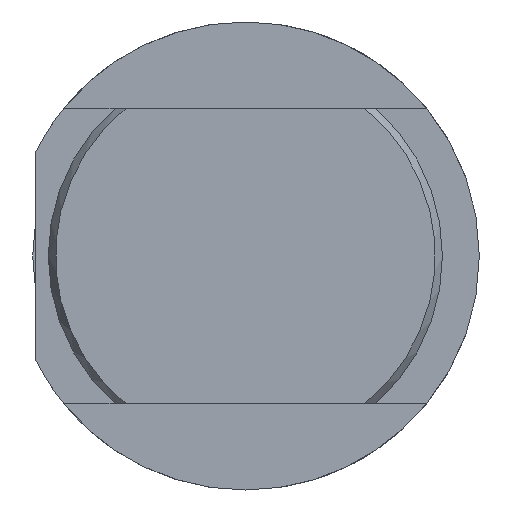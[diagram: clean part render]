
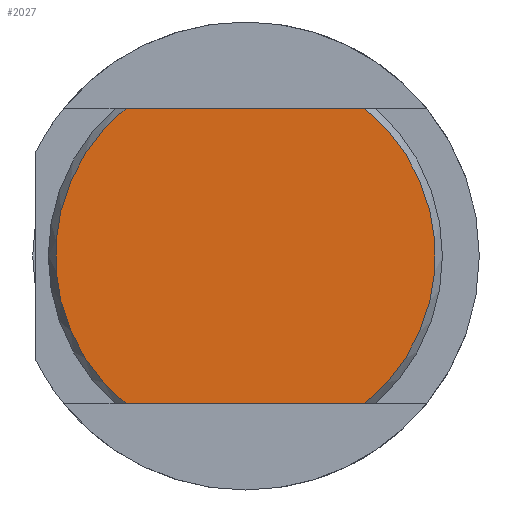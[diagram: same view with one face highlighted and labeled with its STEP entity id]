
A CAD part, left-side view. The second image highlights one B-rep face of the part: STEP entity #2027.
In plain terms, the highlighted planar face has unit normal (-1, 0, 0).
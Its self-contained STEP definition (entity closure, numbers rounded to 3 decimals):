
#157 = CIRCLE ( 'NONE', #2243, 7.711 ) ;
#224 = ORIENTED_EDGE ( 'NONE', *, *, #1181, .T. ) ;
#265 = ORIENTED_EDGE ( 'NONE', *, *, #2117, .T. ) ;
#275 = ORIENTED_EDGE ( 'NONE', *, *, #1071, .F. ) ;
#414 = EDGE_LOOP ( 'NONE', ( #224, #275, #265, #554 ) ) ;
#554 = ORIENTED_EDGE ( 'NONE', *, *, #2119, .F. ) ;
#905 = VECTOR ( 'NONE', #2693, 1000. ) ;
#915 = LINE ( 'NONE', #2692, #905 ) ;
#1021 = VERTEX_POINT ( 'NONE', #2644 ) ;
#1036 = VERTEX_POINT ( 'NONE', #2656 ) ;
#1041 = VERTEX_POINT ( 'NONE', #2661 ) ;
#1042 = VERTEX_POINT ( 'NONE', #2662 ) ;
#1071 = EDGE_CURVE ( 'NONE', #1021, #1041, #915, .T. ) ;
#1181 = EDGE_CURVE ( 'NONE', #1036, #1041, #157, .T. ) ;
#1317 = FACE_OUTER_BOUND ( 'NONE', #414, .T. ) ;
#1495 = CIRCLE ( 'NONE', #2419, 7.711 ) ;
#1496 = LINE ( 'NONE', #3727, #1497 ) ;
#1497 = VECTOR ( 'NONE', #3728, 1000. ) ;
#2027 = ADVANCED_FACE ( 'NONE', ( #1317 ), #3427, .F. ) ;
#2117 = EDGE_CURVE ( 'NONE', #1021, #1042, #1495, .T. ) ;
#2119 = EDGE_CURVE ( 'NONE', #1036, #1042, #1496, .T. ) ;
#2243 = AXIS2_PLACEMENT_3D ( 'NONE', #3011, #3015, #3016 ) ;
#2348 = AXIS2_PLACEMENT_3D ( 'NONE', #3426, #3429, #3430 ) ;
#2419 = AXIS2_PLACEMENT_3D ( 'NONE', #3707, #3723, #3724 ) ;
#2644 = CARTESIAN_POINT ( 'NONE',  ( 0., 4.844, 6. ) ) ;
#2656 = CARTESIAN_POINT ( 'NONE',  ( 0., -4.844, -6. ) ) ;
#2661 = CARTESIAN_POINT ( 'NONE',  ( 0., -4.844, 6. ) ) ;
#2662 = CARTESIAN_POINT ( 'NONE',  ( 0., 4.844, -6. ) ) ;
#2692 = CARTESIAN_POINT ( 'NONE',  ( 0., 7.365, 6. ) ) ;
#2693 = DIRECTION ( 'NONE',  ( 0., -1., 0. ) ) ;
#3011 = CARTESIAN_POINT ( 'NONE',  ( 0., 0., 0. ) ) ;
#3015 = DIRECTION ( 'NONE',  ( -1., 0., 0. ) ) ;
#3016 = DIRECTION ( 'NONE',  ( 0., 0., -1. ) ) ;
#3426 = CARTESIAN_POINT ( 'NONE',  ( 0., 0., 0. ) ) ;
#3427 = PLANE ( 'NONE',  #2348 ) ;
#3429 = DIRECTION ( 'NONE',  ( 1., 0., 0. ) ) ;
#3430 = DIRECTION ( 'NONE',  ( 0., 0., -1. ) ) ;
#3707 = CARTESIAN_POINT ( 'NONE',  ( 0., 0., 0. ) ) ;
#3723 = DIRECTION ( 'NONE',  ( -1., 0., 0. ) ) ;
#3724 = DIRECTION ( 'NONE',  ( 0., 0., -1. ) ) ;
#3727 = CARTESIAN_POINT ( 'NONE',  ( 0., 7.365, -6. ) ) ;
#3728 = DIRECTION ( 'NONE',  ( 0., 1., 0. ) ) ;
